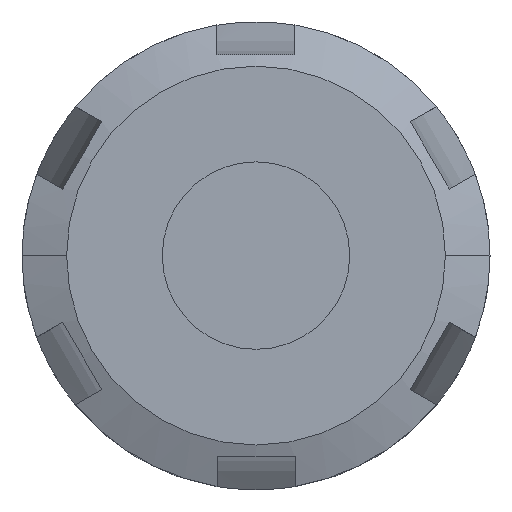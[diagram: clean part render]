
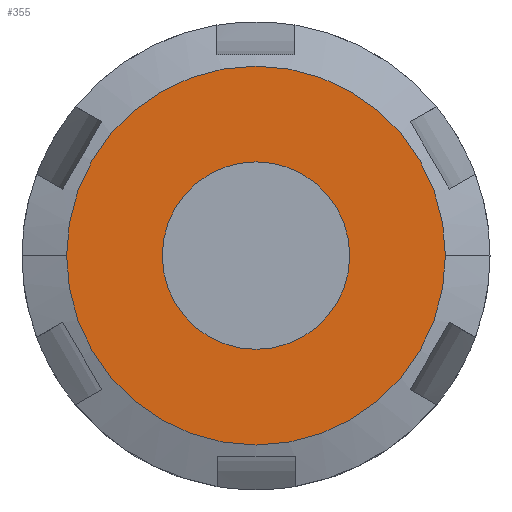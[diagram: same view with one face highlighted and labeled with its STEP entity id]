
A CAD part, top view. The second image highlights one B-rep face of the part: STEP entity #355.
In plain terms, the highlighted planar face has unit normal (0, 0, 1).
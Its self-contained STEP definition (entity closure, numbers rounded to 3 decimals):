
#205=FACE_BOUND('',#470,.T.);
#206=FACE_BOUND('',#471,.T.);
#216=PLANE('',#1180);
#355=ADVANCED_FACE('',(#205,#206),#216,.F.);
#470=EDGE_LOOP('',(#762,#763));
#471=EDGE_LOOP('',(#764));
#520=CIRCLE('',#1163,17.);
#531=CIRCLE('',#1177,17.);
#532=CIRCLE('',#1179,8.413);
#762=ORIENTED_EDGE('',*,*,#1046,.T.);
#763=ORIENTED_EDGE('',*,*,#1004,.T.);
#764=ORIENTED_EDGE('',*,*,#1056,.F.);
#883=VERTEX_POINT('',#10969);
#884=VERTEX_POINT('',#10970);
#925=VERTEX_POINT('',#11139);
#1004=EDGE_CURVE('',#883,#884,#520,.T.);
#1046=EDGE_CURVE('',#884,#883,#531,.T.);
#1056=EDGE_CURVE('',#925,#925,#532,.T.);
#1163=AXIS2_PLACEMENT_3D('',#10968,#1313,#1314);
#1177=AXIS2_PLACEMENT_3D('',#11094,#1357,#1358);
#1179=AXIS2_PLACEMENT_3D('',#11138,#1361,#1362);
#1180=AXIS2_PLACEMENT_3D('',#11140,#1363,#1364);
#1313=DIRECTION('',(0.,0.,1.));
#1314=DIRECTION('',(-1.,0.,0.));
#1357=DIRECTION('',(0.,0.,1.));
#1358=DIRECTION('',(-1.,0.,0.));
#1361=DIRECTION('',(0.,0.,1.));
#1362=DIRECTION('',(1.,0.,0.));
#1363=DIRECTION('',(0.,0.,-1.));
#1364=DIRECTION('',(1.,0.,0.));
#10968=CARTESIAN_POINT('',(0.,0.,44.));
#10969=CARTESIAN_POINT('',(17.,0.,44.));
#10970=CARTESIAN_POINT('',(-17.,0.,44.));
#11094=CARTESIAN_POINT('',(0.,0.,44.));
#11138=CARTESIAN_POINT('',(0.,0.,44.));
#11139=CARTESIAN_POINT('',(8.413,0.,44.));
#11140=CARTESIAN_POINT('',(0.,0.,44.));
